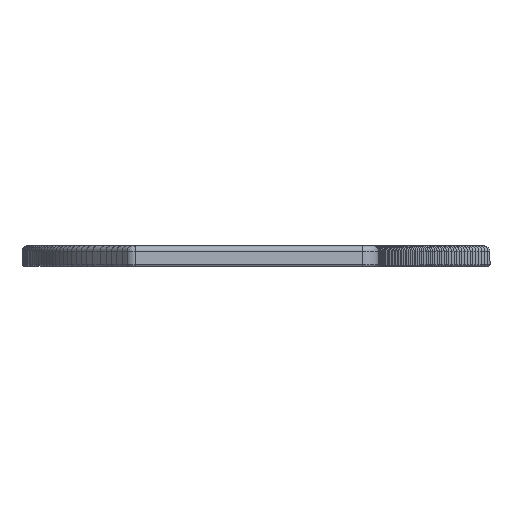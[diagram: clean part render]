
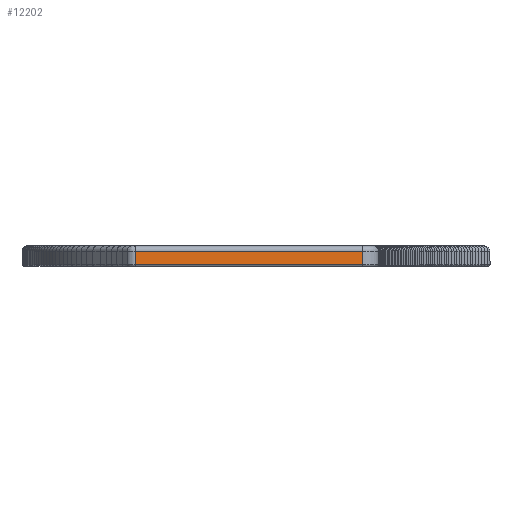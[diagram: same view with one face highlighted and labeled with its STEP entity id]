
A CAD part, left-side view. The second image highlights one B-rep face of the part: STEP entity #12202.
In plain terms, the highlighted planar face has unit normal (-0.99, -0.139, 0).
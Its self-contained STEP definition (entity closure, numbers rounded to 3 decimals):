
#329=PLANE('',#13114);
#717=LINE('',#16663,#2062);
#1270=LINE('',#20332,#2615);
#1624=LINE('',#25009,#2969);
#1699=LINE('',#25202,#3044);
#2062=VECTOR('',#13412,10.);
#2615=VECTOR('',#14321,10.);
#2969=VECTOR('',#15411,10.);
#3044=VECTOR('',#15722,10.);
#4274=FACE_OUTER_BOUND('',#5003,.T.);
#5003=EDGE_LOOP('',(#10680,#10681,#10682,#10683));
#5351=VERTEX_POINT('',#16641);
#5354=VERTEX_POINT('',#16656);
#5921=VERTEX_POINT('',#20330);
#6192=VERTEX_POINT('',#25005);
#6417=EDGE_CURVE('',#5351,#5354,#717,.T.);
#7108=EDGE_CURVE('',#5921,#5351,#1270,.T.);
#7660=EDGE_CURVE('',#5354,#6192,#1624,.T.);
#7756=EDGE_CURVE('',#6192,#5921,#1699,.T.);
#10680=ORIENTED_EDGE('',*,*,#6417,.F.);
#10681=ORIENTED_EDGE('',*,*,#7108,.F.);
#10682=ORIENTED_EDGE('',*,*,#7756,.F.);
#10683=ORIENTED_EDGE('',*,*,#7660,.F.);
#12202=ADVANCED_FACE('',(#4274),#329,.T.);
#13114=AXIS2_PLACEMENT_3D('',#25203,#15723,#15724);
#13412=DIRECTION('',(0.,0.,1.));
#14321=DIRECTION('',(-0.139,0.99,0.));
#15411=DIRECTION('',(0.139,-0.99,0.));
#15722=DIRECTION('',(0.,0.,-1.));
#15723=DIRECTION('center_axis',(-0.99,-0.139,0.));
#15724=DIRECTION('ref_axis',(0.139,-0.99,0.));
#16641=CARTESIAN_POINT('',(-124.311,-18.148,-2.7));
#16656=CARTESIAN_POINT('',(-124.311,-18.148,0.31));
#16663=CARTESIAN_POINT('',(-124.311,-18.148,-2.));
#20330=CARTESIAN_POINT('',(-117.146,-69.131,-2.7));
#20332=CARTESIAN_POINT('',(-121.879,-35.453,-2.7));
#25005=CARTESIAN_POINT('',(-117.146,-69.131,0.31));
#25009=CARTESIAN_POINT('',(-121.848,-35.677,0.31));
#25202=CARTESIAN_POINT('',(-117.146,-69.131,-2.));
#25203=CARTESIAN_POINT('Origin',(-124.474,-16.989,-2.));
